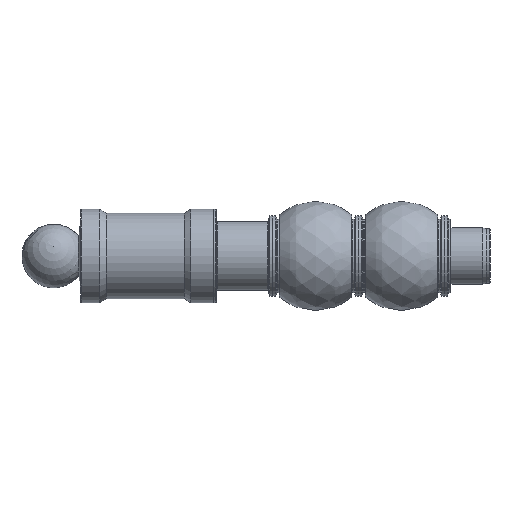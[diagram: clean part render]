
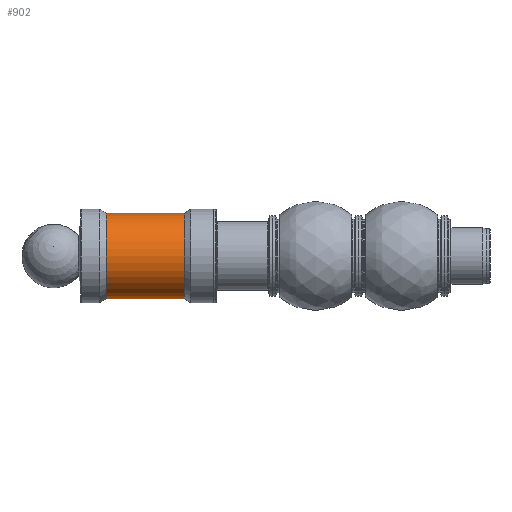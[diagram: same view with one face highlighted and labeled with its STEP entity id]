
A CAD part, left-side view. The second image highlights one B-rep face of the part: STEP entity #902.
In plain terms, the highlighted cylindrical face has radius 97 mm (diameter 194 mm), a full revolution.
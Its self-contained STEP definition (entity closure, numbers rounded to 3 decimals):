
#225=FACE_BOUND('',#410,.T.);
#299=FACE_OUTER_BOUND('',#409,.T.);
#409=EDGE_LOOP('',(#786));
#410=EDGE_LOOP('',(#787));
#502=CIRCLE('',#1028,97.);
#503=CIRCLE('',#1030,97.);
#576=VERTEX_POINT('',#1824);
#577=VERTEX_POINT('',#1827);
#654=EDGE_CURVE('',#576,#576,#502,.T.);
#655=EDGE_CURVE('',#577,#577,#503,.T.);
#786=ORIENTED_EDGE('',*,*,#655,.F.);
#787=ORIENTED_EDGE('',*,*,#654,.T.);
#846=CYLINDRICAL_SURFACE('',#1029,97.);
#902=ADVANCED_FACE('',(#299,#225),#846,.T.);
#1028=AXIS2_PLACEMENT_3D('',#1825,#1293,#1294);
#1029=AXIS2_PLACEMENT_3D('',#1826,#1295,#1296);
#1030=AXIS2_PLACEMENT_3D('',#1828,#1297,#1298);
#1293=DIRECTION('center_axis',(0.,1.,0.));
#1294=DIRECTION('ref_axis',(-1.,0.,0.));
#1295=DIRECTION('center_axis',(0.,1.,0.));
#1296=DIRECTION('ref_axis',(-1.,0.,0.));
#1297=DIRECTION('center_axis',(0.,1.,0.));
#1298=DIRECTION('ref_axis',(-1.,0.,0.));
#1824=CARTESIAN_POINT('',(-97.,67.,0.));
#1825=CARTESIAN_POINT('Origin',(0.,67.,0.));
#1826=CARTESIAN_POINT('Origin',(0.,155.5,0.));
#1827=CARTESIAN_POINT('',(-97.,244.,0.));
#1828=CARTESIAN_POINT('Origin',(0.,244.,0.));
